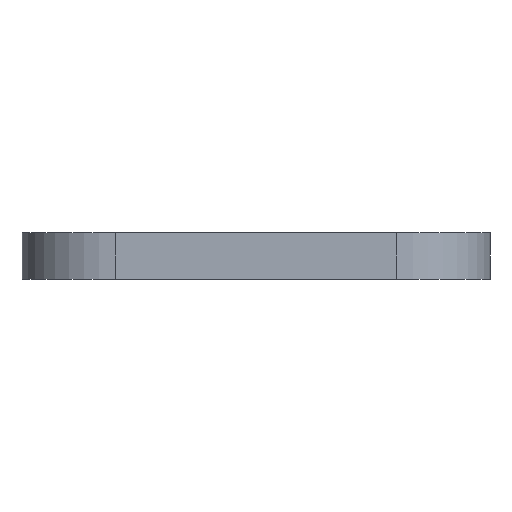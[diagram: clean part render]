
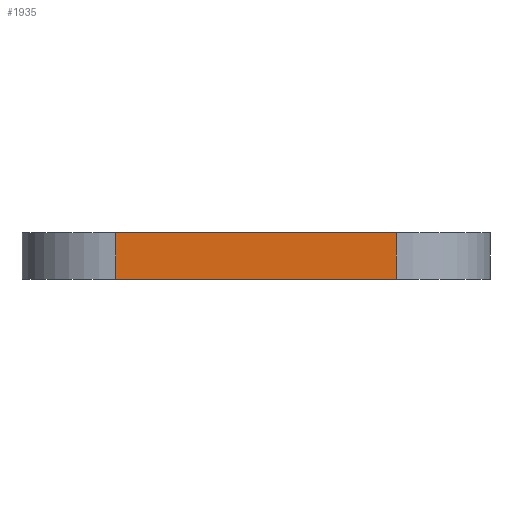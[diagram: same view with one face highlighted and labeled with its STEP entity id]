
A CAD part, left-side view. The second image highlights one B-rep face of the part: STEP entity #1935.
In plain terms, the highlighted planar face has unit normal (-1, 0, 0).
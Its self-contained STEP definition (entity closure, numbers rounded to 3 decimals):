
#84=PLANE('',#2057);
#163=FACE_OUTER_BOUND('',#260,.T.);
#260=EDGE_LOOP('',(#1363,#1364,#1365,#1366));
#381=LINE('',#2591,#628);
#382=LINE('',#2594,#629);
#383=LINE('',#2596,#630);
#384=LINE('',#2597,#631);
#628=VECTOR('',#2156,10.);
#629=VECTOR('',#2159,10.);
#630=VECTOR('',#2160,10.);
#631=VECTOR('',#2161,10.);
#884=VERTEX_POINT('',#2584);
#887=VERTEX_POINT('',#2589);
#888=VERTEX_POINT('',#2593);
#889=VERTEX_POINT('',#2595);
#1077=EDGE_CURVE('',#887,#884,#381,.T.);
#1078=EDGE_CURVE('',#888,#887,#382,.T.);
#1079=EDGE_CURVE('',#889,#888,#383,.T.);
#1080=EDGE_CURVE('',#884,#889,#384,.T.);
#1363=ORIENTED_EDGE('',*,*,#1077,.F.);
#1364=ORIENTED_EDGE('',*,*,#1078,.F.);
#1365=ORIENTED_EDGE('',*,*,#1079,.F.);
#1366=ORIENTED_EDGE('',*,*,#1080,.F.);
#1935=ADVANCED_FACE('',(#163),#84,.T.);
#2057=AXIS2_PLACEMENT_3D('',#2592,#2157,#2158);
#2156=DIRECTION('',(0.,0.,-1.));
#2157=DIRECTION('center_axis',(-1.,0.,0.));
#2158=DIRECTION('ref_axis',(0.,1.,0.));
#2159=DIRECTION('',(0.,-1.,0.));
#2160=DIRECTION('',(0.,0.,1.));
#2161=DIRECTION('',(0.,1.,0.));
#2584=CARTESIAN_POINT('',(-29.,-6.,0.));
#2589=CARTESIAN_POINT('',(-29.,-6.,2.));
#2591=CARTESIAN_POINT('',(-29.,-6.,1.));
#2592=CARTESIAN_POINT('Origin',(-29.,-10.,2.));
#2593=CARTESIAN_POINT('',(-29.,6.,2.));
#2594=CARTESIAN_POINT('',(-29.,10.,2.));
#2595=CARTESIAN_POINT('',(-29.,6.,0.));
#2596=CARTESIAN_POINT('',(-29.,6.,1.));
#2597=CARTESIAN_POINT('',(-29.,-5.,0.));
